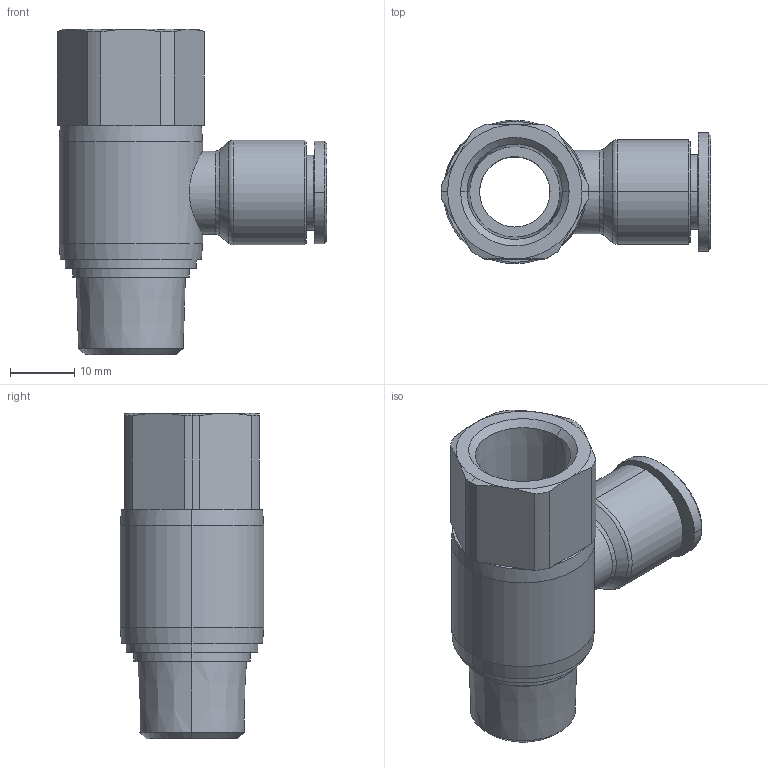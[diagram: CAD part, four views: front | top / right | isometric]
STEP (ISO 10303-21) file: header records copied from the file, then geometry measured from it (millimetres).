
FILE_DESCRIPTION((''),'2;1');
FILE_NAME('GPHF_1003-03(3D).stp','2012-12-20T16:37:22',(''),(''),'Mechanical Desktop.R8.0.24.0','Mechanical Desktop.R8.0.24.0',', , ');
FILE_SCHEMA(('CONFIG_CONTROL_DESIGN'));
Length unit declared in the file: millimetre
Products named in the file (2): GPHF_1003-03(3D); 睡ヶ1
Assembly tree (1 placements, depth 2):
  GPHF_1003-03(3D)
    睡ヶ1
Bounding box: 42.1 x 22.4 x 50.8 mm (x, y, z)
Volume: 13708.1 mm3; surface area: 7643.2 mm2
Topology: 1 solids, 1 shells, 473 faces, 1313 edges, 860 vertices
Faces by surface type: plane 404, cone 32, cylinder 25, bspline 10, torus 2
Entity records: 15453 total; most frequent: CARTESIAN_POINT 3250, ORIENTED_EDGE 2626, DIRECTION 2318, EDGE_CURVE 1313, VECTOR 1178, LINE 1178, VERTEX_POINT 860, AXIS2_PLACEMENT_3D 570
